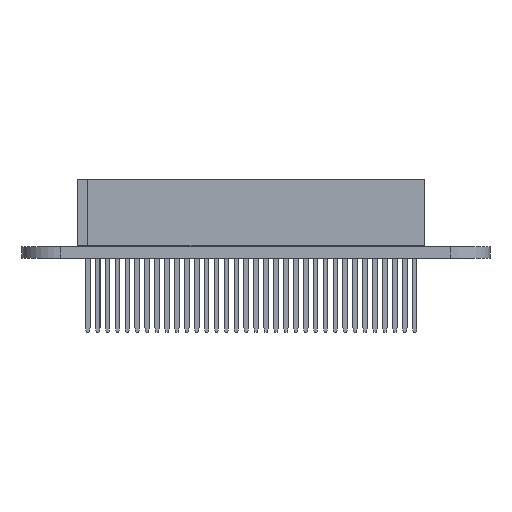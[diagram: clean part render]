
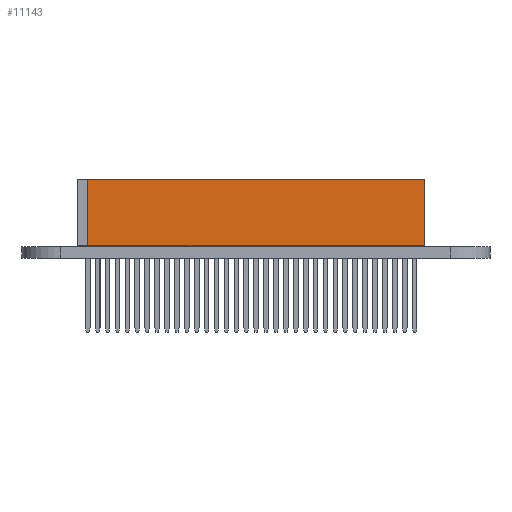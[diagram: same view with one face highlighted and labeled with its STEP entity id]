
A CAD part, left-side view. The second image highlights one B-rep face of the part: STEP entity #11143.
In plain terms, the highlighted planar face has unit normal (-1, 0, 0).
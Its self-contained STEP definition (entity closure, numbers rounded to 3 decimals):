
#11143 = ADVANCED_FACE('',(#11144),#11178,.F.);
#11144 = FACE_BOUND('',#11145,.T.);
#11145 = EDGE_LOOP('',(#11146,#11156,#11164,#11172));
#11146 = ORIENTED_EDGE('',*,*,#11147,.T.);
#11147 = EDGE_CURVE('',#11148,#11150,#11152,.T.);
#11148 = VERTEX_POINT('',#11149);
#11149 = CARTESIAN_POINT('',(-1.27,1.27,0.));
#11150 = VERTEX_POINT('',#11151);
#11151 = CARTESIAN_POINT('',(-1.27,-41.91,0.));
#11152 = LINE('',#11153,#11154);
#11153 = CARTESIAN_POINT('',(-1.27,1.27,0.));
#11154 = VECTOR('',#11155,1.);
#11155 = DIRECTION('',(0.,-1.,0.));
#11156 = ORIENTED_EDGE('',*,*,#11157,.T.);
#11157 = EDGE_CURVE('',#11150,#11158,#11160,.T.);
#11158 = VERTEX_POINT('',#11159);
#11159 = CARTESIAN_POINT('',(-1.27,-41.91,8.5));
#11160 = LINE('',#11161,#11162);
#11161 = CARTESIAN_POINT('',(-1.27,-41.91,0.));
#11162 = VECTOR('',#11163,1.);
#11163 = DIRECTION('',(0.,0.,1.));
#11164 = ORIENTED_EDGE('',*,*,#11165,.F.);
#11165 = EDGE_CURVE('',#11166,#11158,#11168,.T.);
#11166 = VERTEX_POINT('',#11167);
#11167 = CARTESIAN_POINT('',(-1.27,1.27,8.5));
#11168 = LINE('',#11169,#11170);
#11169 = CARTESIAN_POINT('',(-1.27,1.27,8.5));
#11170 = VECTOR('',#11171,1.);
#11171 = DIRECTION('',(0.,-1.,0.));
#11172 = ORIENTED_EDGE('',*,*,#11173,.F.);
#11173 = EDGE_CURVE('',#11148,#11166,#11174,.T.);
#11174 = LINE('',#11175,#11176);
#11175 = CARTESIAN_POINT('',(-1.27,1.27,0.));
#11176 = VECTOR('',#11177,1.);
#11177 = DIRECTION('',(0.,0.,1.));
#11178 = PLANE('',#11179);
#11179 = AXIS2_PLACEMENT_3D('',#11180,#11181,#11182);
#11180 = CARTESIAN_POINT('',(-1.27,1.27,0.));
#11181 = DIRECTION('',(1.,0.,0.));
#11182 = DIRECTION('',(0.,-1.,0.));
